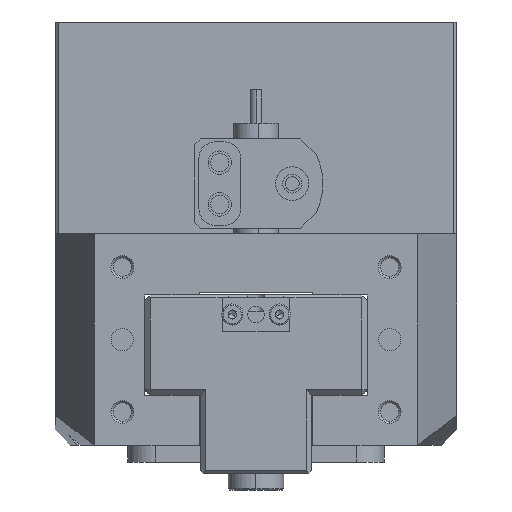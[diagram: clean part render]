
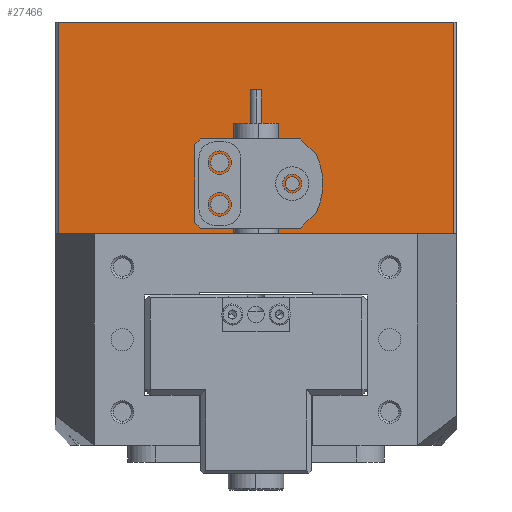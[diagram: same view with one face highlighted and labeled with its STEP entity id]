
A CAD part, left-side view. The second image highlights one B-rep face of the part: STEP entity #27466.
In plain terms, the highlighted planar face has unit normal (-1, 0, 0).
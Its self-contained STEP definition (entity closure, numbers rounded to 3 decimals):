
#688 = CARTESIAN_POINT ( 'NONE',  ( -68.858, 48.427, 198.148 ) ) ;
#1048 = ORIENTED_EDGE ( 'NONE', *, *, #13978, .F. ) ;
#1114 = VERTEX_POINT ( 'NONE', #1544 ) ;
#1544 = CARTESIAN_POINT ( 'NONE',  ( -68.858, 19.427, 171.248 ) ) ;
#1550 = CARTESIAN_POINT ( 'NONE',  ( -68.858, -27.073, 160.148 ) ) ;
#1690 = FACE_BOUND ( 'NONE', #6509, .T. ) ;
#1877 = EDGE_CURVE ( 'NONE', #5294, #15990, #20699, .T. ) ;
#2204 = EDGE_CURVE ( 'NONE', #10537, #1114, #33003, .T. ) ;
#2261 = ORIENTED_EDGE ( 'NONE', *, *, #29244, .T. ) ;
#2593 = DIRECTION ( 'NONE',  ( 0., 0., -1. ) ) ;
#2977 = CIRCLE ( 'NONE', #16752, 1.65 ) ;
#3730 = CARTESIAN_POINT ( 'NONE',  ( -68.858, 19.427, 165.398 ) ) ;
#4001 = DIRECTION ( 'NONE',  ( 0., 0., 1. ) ) ;
#4055 = EDGE_CURVE ( 'NONE', #1114, #10537, #31930, .T. ) ;
#4243 = ORIENTED_EDGE ( 'NONE', *, *, #2204, .F. ) ;
#4312 = DIRECTION ( 'NONE',  ( 0., 0., 1. ) ) ;
#4678 = AXIS2_PLACEMENT_3D ( 'NONE', #23362, #14369, #35646 ) ;
#4937 = VECTOR ( 'NONE', #15146, 1000. ) ;
#5294 = VERTEX_POINT ( 'NONE', #25405 ) ;
#5412 = VERTEX_POINT ( 'NONE', #8162 ) ;
#6171 = EDGE_LOOP ( 'NONE', ( #9841, #2261, #21281, #27917 ) ) ;
#6509 = EDGE_LOOP ( 'NONE', ( #38181, #1048 ) ) ;
#6768 = DIRECTION ( 'NONE',  ( 0., 0., 1. ) ) ;
#7643 = DIRECTION ( 'NONE',  ( 0., 0., -1. ) ) ;
#8162 = CARTESIAN_POINT ( 'NONE',  ( -68.858, 48.427, 160.148 ) ) ;
#9317 = AXIS2_PLACEMENT_3D ( 'NONE', #36850, #34031, #15952 ) ;
#9841 = ORIENTED_EDGE ( 'NONE', *, *, #19516, .F. ) ;
#10061 = DIRECTION ( 'NONE',  ( -1., 0., 0. ) ) ;
#10128 = CARTESIAN_POINT ( 'NONE',  ( -68.858, 6.427, 169.148 ) ) ;
#10537 = VERTEX_POINT ( 'NONE', #17284 ) ;
#11928 = DIRECTION ( 'NONE',  ( 0., 0., 1. ) ) ;
#12585 = LINE ( 'NONE', #27175, #4937 ) ;
#13315 = ORIENTED_EDGE ( 'NONE', *, *, #4055, .F. ) ;
#13461 = VERTEX_POINT ( 'NONE', #35308 ) ;
#13978 = EDGE_CURVE ( 'NONE', #35968, #26540, #21423, .T. ) ;
#14037 = VECTOR ( 'NONE', #22393, 1000. ) ;
#14369 = DIRECTION ( 'NONE',  ( -1., 0., 0. ) ) ;
#14863 = DIRECTION ( 'NONE',  ( 0., 0., 1. ) ) ;
#15146 = DIRECTION ( 'NONE',  ( 0., 1., 0. ) ) ;
#15952 = DIRECTION ( 'NONE',  ( 0., 0., 1. ) ) ;
#15990 = VERTEX_POINT ( 'NONE', #29134 ) ;
#16476 = EDGE_CURVE ( 'NONE', #26540, #35968, #35574, .T. ) ;
#16752 = AXIS2_PLACEMENT_3D ( 'NONE', #37102, #18606, #4001 ) ;
#17018 = CARTESIAN_POINT ( 'NONE',  ( -68.858, 6.427, 167.898 ) ) ;
#17284 = CARTESIAN_POINT ( 'NONE',  ( -68.858, 19.427, 174.548 ) ) ;
#18303 = FACE_OUTER_BOUND ( 'NONE', #6171, .T. ) ;
#18606 = DIRECTION ( 'NONE',  ( -1., 0., 0. ) ) ;
#19516 = EDGE_CURVE ( 'NONE', #28779, #5412, #33023, .T. ) ;
#20699 = CIRCLE ( 'NONE', #25446, 1.65 ) ;
#20918 = CARTESIAN_POINT ( 'NONE',  ( -68.858, 19.427, 172.898 ) ) ;
#21281 = ORIENTED_EDGE ( 'NONE', *, *, #37508, .T. ) ;
#21423 = CIRCLE ( 'NONE', #9317, 1.25 ) ;
#22393 = DIRECTION ( 'NONE',  ( 0., 1., 0. ) ) ;
#22520 = EDGE_CURVE ( 'NONE', #28236, #5412, #30439, .T. ) ;
#22751 = DIRECTION ( 'NONE',  ( 1., 0., 0. ) ) ;
#22817 = VECTOR ( 'NONE', #2593, 1000. ) ;
#22828 = CARTESIAN_POINT ( 'NONE',  ( -68.858, -22.573, 160.148 ) ) ;
#23362 = CARTESIAN_POINT ( 'NONE',  ( -68.858, 19.427, 172.898 ) ) ;
#24339 = DIRECTION ( 'NONE',  ( -1., 0., 0. ) ) ;
#25405 = CARTESIAN_POINT ( 'NONE',  ( -68.858, 19.427, 163.748 ) ) ;
#25446 = AXIS2_PLACEMENT_3D ( 'NONE', #3730, #10061, #6768 ) ;
#26406 = AXIS2_PLACEMENT_3D ( 'NONE', #10128, #28697, #4312 ) ;
#26540 = VERTEX_POINT ( 'NONE', #33471 ) ;
#26854 = CARTESIAN_POINT ( 'NONE',  ( -68.858, 48.427, 160.148 ) ) ;
#27146 = AXIS2_PLACEMENT_3D ( 'NONE', #1550, #22751, #7643 ) ;
#27175 = CARTESIAN_POINT ( 'NONE',  ( -68.858, 12.927, 198.148 ) ) ;
#27267 = EDGE_LOOP ( 'NONE', ( #4243, #13315 ) ) ;
#27466 = ADVANCED_FACE ( 'NONE', ( #38789, #29196, #1690, #18303 ), #35289, .F. ) ;
#27917 = ORIENTED_EDGE ( 'NONE', *, *, #22520, .T. ) ;
#28150 = ORIENTED_EDGE ( 'NONE', *, *, #30690, .F. ) ;
#28236 = VERTEX_POINT ( 'NONE', #688 ) ;
#28697 = DIRECTION ( 'NONE',  ( -1., 0., 0. ) ) ;
#28779 = VERTEX_POINT ( 'NONE', #22828 ) ;
#29134 = CARTESIAN_POINT ( 'NONE',  ( -68.858, 19.427, 167.048 ) ) ;
#29196 = FACE_BOUND ( 'NONE', #31865, .T. ) ;
#29244 = EDGE_CURVE ( 'NONE', #28779, #13461, #31476, .T. ) ;
#30439 = LINE ( 'NONE', #26854, #22817 ) ;
#30690 = EDGE_CURVE ( 'NONE', #15990, #5294, #2977, .T. ) ;
#31476 = LINE ( 'NONE', #35884, #37280 ) ;
#31834 = CARTESIAN_POINT ( 'NONE',  ( -68.858, -27.073, 160.148 ) ) ;
#31865 = EDGE_LOOP ( 'NONE', ( #28150, #38512 ) ) ;
#31930 = CIRCLE ( 'NONE', #4678, 1.65 ) ;
#33003 = CIRCLE ( 'NONE', #34173, 1.65 ) ;
#33023 = LINE ( 'NONE', #31834, #14037 ) ;
#33471 = CARTESIAN_POINT ( 'NONE',  ( -68.858, 6.427, 170.398 ) ) ;
#34031 = DIRECTION ( 'NONE',  ( -1., 0., 0. ) ) ;
#34173 = AXIS2_PLACEMENT_3D ( 'NONE', #20918, #24339, #11928 ) ;
#35289 = PLANE ( 'NONE',  #27146 ) ;
#35308 = CARTESIAN_POINT ( 'NONE',  ( -68.858, -22.573, 198.148 ) ) ;
#35574 = CIRCLE ( 'NONE', #26406, 1.25 ) ;
#35646 = DIRECTION ( 'NONE',  ( 0., 0., 1. ) ) ;
#35884 = CARTESIAN_POINT ( 'NONE',  ( -68.858, -22.573, 198.148 ) ) ;
#35968 = VERTEX_POINT ( 'NONE', #17018 ) ;
#36850 = CARTESIAN_POINT ( 'NONE',  ( -68.858, 6.427, 169.148 ) ) ;
#37102 = CARTESIAN_POINT ( 'NONE',  ( -68.858, 19.427, 165.398 ) ) ;
#37280 = VECTOR ( 'NONE', #14863, 1000. ) ;
#37508 = EDGE_CURVE ( 'NONE', #13461, #28236, #12585, .T. ) ;
#38181 = ORIENTED_EDGE ( 'NONE', *, *, #16476, .F. ) ;
#38512 = ORIENTED_EDGE ( 'NONE', *, *, #1877, .F. ) ;
#38789 = FACE_BOUND ( 'NONE', #27267, .T. ) ;
